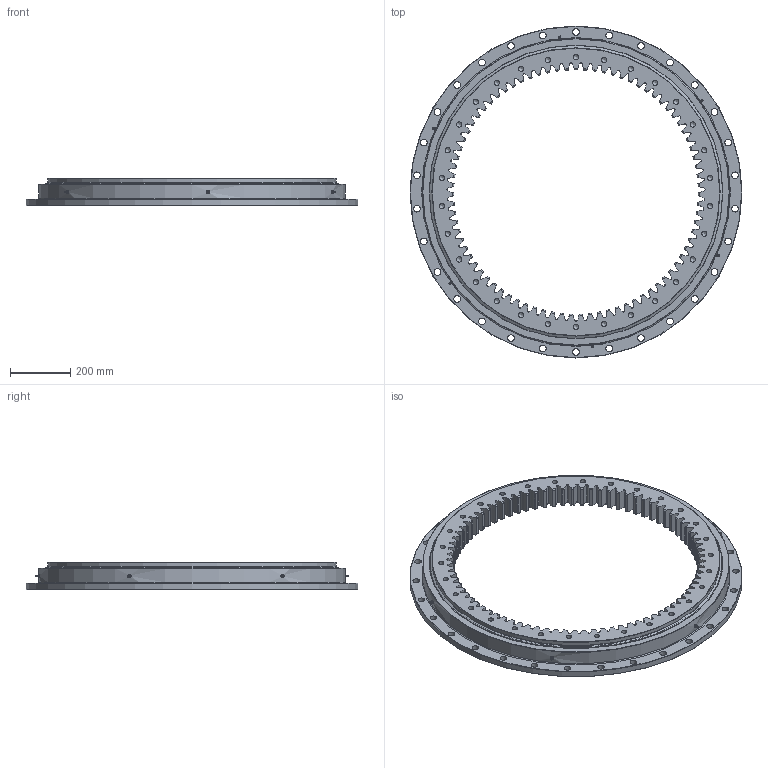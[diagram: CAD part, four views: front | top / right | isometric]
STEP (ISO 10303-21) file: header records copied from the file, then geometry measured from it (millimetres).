
FILE_DESCRIPTION (( 'STEP AP214' ), '1' );
FILE_NAME ('I.1100.32.00.C.STEP', '2018-08-01T14:00:51', ( '' ), ( '' ), 'SwSTEP 2.0', 'SolidWorks 2016', '' );
FILE_SCHEMA (( 'AUTOMOTIVE_DESIGN' ));
Length unit declared in the file: millimetre
Products named in the file (7): B.1100.B32C.A3N.0 - OR Seal; Ball D32; B.1100.B32C.A3N.0 - IR Seal; B.1100.B32C.A3N.0 - OR; Grease nipple M10x1mm; I.1100.32.00.C; B.1100.B32C.A3N.0 - IR
Assembly tree (90 placements, depth 2):
  I.1100.32.00.C
    B.1100.B32C.A3N.0 - IR
    B.1100.B32C.A3N.0 - OR
    Ball D32  x80
    B.1100.B32C.A3N.0 - IR Seal
    B.1100.B32C.A3N.0 - OR Seal
    Grease nipple M10x1mm  x6
Bounding box: 1100 x 1100 x 90 mm (x, y, z)
Volume: 20336968.3 mm3; surface area: 2576537 mm2
Topology: 90 solids, 90 shells, 1153 faces, 3251 edges, 2131 vertices
Faces by surface type: bspline 332, cone 295, plane 241, cylinder 179, sphere 80, torus 26
Full cylindrical faces by diameter (mm): 3 x6, 5 x6, 9 x6, 10 x6, 17.5 x30, 22 x30, 941 x2, 952 x1, 955 x4, 958 x1, 969 x2, 1017 x1, 1100 x1
Entity records: 35685 total; most frequent: CARTESIAN_POINT 13097, ORIENTED_EDGE 5026, DIRECTION 3407, EDGE_CURVE 2513, VERTEX_POINT 1736, AXIS2_PLACEMENT_3D 1244, EDGE_LOOP 1171, B_SPLINE_CURVE_WITH_KNOTS 1050
